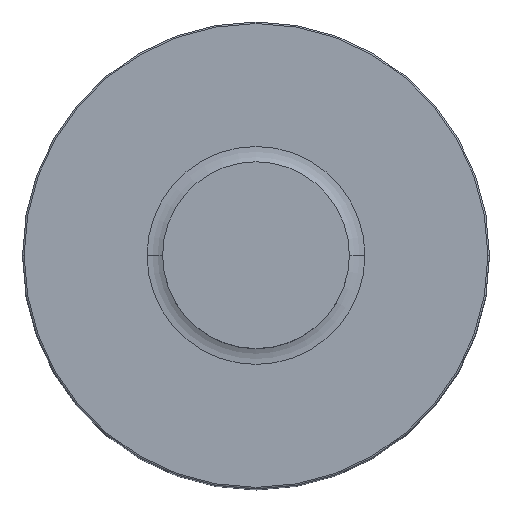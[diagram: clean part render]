
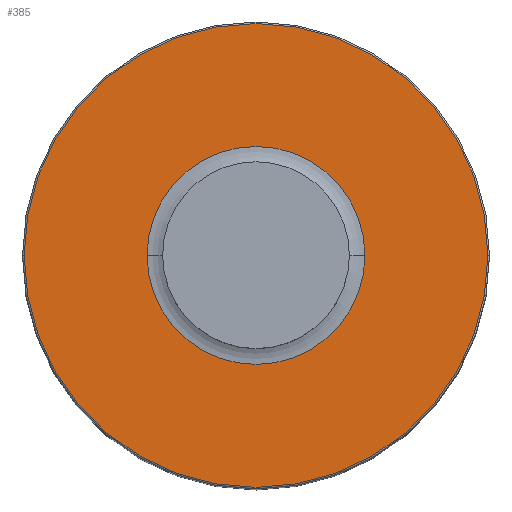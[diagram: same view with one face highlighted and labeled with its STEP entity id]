
A CAD part, top view. The second image highlights one B-rep face of the part: STEP entity #385.
In plain terms, the highlighted planar face has unit normal (0, 0, 1).
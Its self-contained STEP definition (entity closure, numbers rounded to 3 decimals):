
#123=CARTESIAN_POINT('',(0.,0.,40.));
#124=DIRECTION('',(0.,0.,1.));
#125=DIRECTION('',(-1.,0.,0.));
#126=AXIS2_PLACEMENT_3D('',#123,#124,#125);
#128=CARTESIAN_POINT('',(0.,0.,40.));
#129=DIRECTION('',(0.,0.,1.));
#130=DIRECTION('',(1.,0.,0.));
#131=AXIS2_PLACEMENT_3D('',#128,#129,#130);
#133=CARTESIAN_POINT('',(0.,0.,40.));
#134=DIRECTION('',(0.,0.,1.));
#135=DIRECTION('',(-1.,0.,0.));
#136=AXIS2_PLACEMENT_3D('',#133,#134,#135);
#138=CARTESIAN_POINT('',(0.,0.,40.));
#139=DIRECTION('',(0.,0.,1.));
#140=DIRECTION('',(1.,0.,0.));
#141=AXIS2_PLACEMENT_3D('',#138,#139,#140);
#228=CARTESIAN_POINT('',(-14.9,0.,40.));
#229=CARTESIAN_POINT('',(14.9,0.,40.));
#230=VERTEX_POINT('',#228);
#231=VERTEX_POINT('',#229);
#256=CARTESIAN_POINT('',(-7.,0.,40.));
#257=CARTESIAN_POINT('',(7.,0.,40.));
#258=VERTEX_POINT('',#256);
#259=VERTEX_POINT('',#257);
#369=CARTESIAN_POINT('',(0.,0.,40.));
#370=DIRECTION('',(0.,0.,1.));
#371=DIRECTION('',(1.,0.,0.));
#372=AXIS2_PLACEMENT_3D('',#369,#370,#371);
#373=PLANE('',#372);
#375=ORIENTED_EDGE('',*,*,#374,.F.);
#376=ORIENTED_EDGE('',*,*,#352,.F.);
#377=EDGE_LOOP('',(#375,#376));
#378=FACE_OUTER_BOUND('',#377,.F.);
#380=ORIENTED_EDGE('',*,*,#379,.T.);
#382=ORIENTED_EDGE('',*,*,#381,.T.);
#383=EDGE_LOOP('',(#380,#382));
#384=FACE_BOUND('',#383,.F.);
#385=ADVANCED_FACE('',(#378,#384),#373,.T.);
#127=CIRCLE('',#126,14.9);
#132=CIRCLE('',#131,14.9);
#137=CIRCLE('',#136,7.);
#142=CIRCLE('',#141,7.);
#352=EDGE_CURVE('',#231,#230,#132,.T.);
#374=EDGE_CURVE('',#230,#231,#127,.T.);
#379=EDGE_CURVE('',#258,#259,#137,.T.);
#381=EDGE_CURVE('',#259,#258,#142,.T.);
